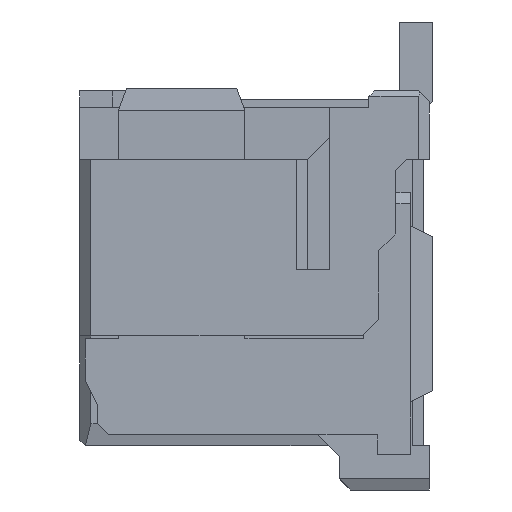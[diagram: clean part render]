
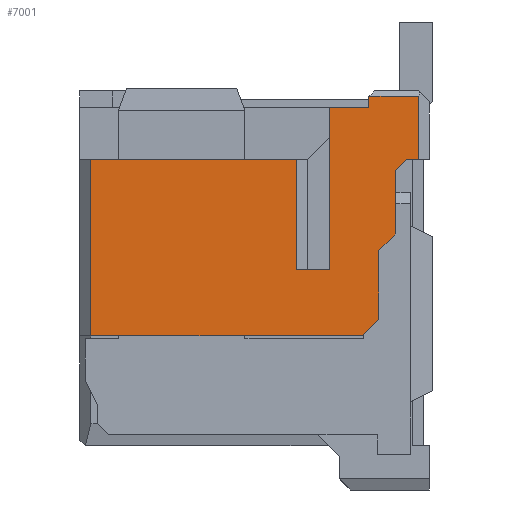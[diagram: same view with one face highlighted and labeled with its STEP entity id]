
A CAD part, left-side view. The second image highlights one B-rep face of the part: STEP entity #7001.
In plain terms, the highlighted planar face has unit normal (-1, 0, 0).
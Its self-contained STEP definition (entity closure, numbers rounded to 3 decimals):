
#961=DIRECTION('',(0.,0.,-1.));
#962=VECTOR('',#961,3.2);
#963=CARTESIAN_POINT('',(-4.4,2.4,2.82));
#964=LINE('',#963,#962);
#965=DIRECTION('',(0.,-1.,0.));
#966=VECTOR('',#965,3.73);
#967=CARTESIAN_POINT('',(-4.4,2.4,2.82));
#968=LINE('',#967,#966);
#969=DIRECTION('',(0.,0.,1.));
#970=VECTOR('',#969,2.);
#971=CARTESIAN_POINT('',(-4.4,-1.33,0.82));
#972=LINE('',#971,#970);
#973=DIRECTION('',(0.,1.,0.));
#974=VECTOR('',#973,0.6);
#975=CARTESIAN_POINT('',(-4.4,-1.93,0.82));
#976=LINE('',#975,#974);
#977=DIRECTION('',(0.,1.,0.));
#978=VECTOR('',#977,0.72);
#979=CARTESIAN_POINT('',(-4.4,-2.65,3.77));
#980=LINE('',#979,#978);
#981=DIRECTION('',(0.,0.,-1.));
#982=VECTOR('',#981,0.2);
#983=CARTESIAN_POINT('',(-4.4,-2.65,3.97));
#984=LINE('',#983,#982);
#985=DIRECTION('',(0.,1.,0.));
#986=VECTOR('',#985,0.9);
#987=CARTESIAN_POINT('',(-4.4,-3.55,3.97));
#988=LINE('',#987,#986);
#989=DIRECTION('',(0.,0.,1.));
#990=VECTOR('',#989,1.15);
#991=CARTESIAN_POINT('',(-4.4,-3.55,2.82));
#992=LINE('',#991,#990);
#993=DIRECTION('',(0.,1.,0.));
#994=VECTOR('',#993,0.22);
#995=CARTESIAN_POINT('',(-4.4,-3.55,2.82));
#996=LINE('',#995,#994);
#997=DIRECTION('',(0.,0.707,-0.707));
#998=VECTOR('',#997,0.283);
#999=CARTESIAN_POINT('',(-4.4,-3.33,2.82));
#1000=LINE('',#999,#998);
#1001=DIRECTION('',(0.,0.,-1.));
#1002=VECTOR('',#1001,1.15);
#1003=CARTESIAN_POINT('',(-4.4,-3.13,2.62));
#1004=LINE('',#1003,#1002);
#1005=DIRECTION('',(0.,0.707,-0.707));
#1006=VECTOR('',#1005,0.424);
#1007=CARTESIAN_POINT('',(-4.4,-3.13,1.47));
#1008=LINE('',#1007,#1006);
#1009=DIRECTION('',(0.,0.,-1.));
#1010=VECTOR('',#1009,1.25);
#1011=CARTESIAN_POINT('',(-4.4,-2.83,1.17));
#1012=LINE('',#1011,#1010);
#1013=DIRECTION('',(0.,0.707,-0.707));
#1014=VECTOR('',#1013,0.424);
#1015=CARTESIAN_POINT('',(-4.4,-2.83,-0.08));
#1016=LINE('',#1015,#1014);
#1017=DIRECTION('',(0.,-1.,0.));
#1018=VECTOR('',#1017,4.93);
#1019=CARTESIAN_POINT('',(-4.4,2.4,-0.38));
#1020=LINE('',#1019,#1018);
#4303=DIRECTION('',(0.,0.,-1.));
#4304=VECTOR('',#4303,2.95);
#4305=CARTESIAN_POINT('',(-4.4,-1.93,3.77));
#4306=LINE('',#4305,#4304);
#4507=CARTESIAN_POINT('',(-4.4,-3.33,2.82));
#4508=CARTESIAN_POINT('',(-4.4,-3.13,2.62));
#4509=VERTEX_POINT('',#4507);
#4510=VERTEX_POINT('',#4508);
#4511=CARTESIAN_POINT('',(-4.4,-3.13,1.47));
#4512=VERTEX_POINT('',#4511);
#4513=CARTESIAN_POINT('',(-4.4,-2.83,1.17));
#4514=VERTEX_POINT('',#4513);
#4515=CARTESIAN_POINT('',(-4.4,-2.83,-0.08));
#4516=VERTEX_POINT('',#4515);
#4517=CARTESIAN_POINT('',(-4.4,-2.53,-0.38));
#4518=VERTEX_POINT('',#4517);
#4519=CARTESIAN_POINT('',(-4.4,-1.93,3.77));
#4521=VERTEX_POINT('',#4519);
#4527=CARTESIAN_POINT('',(-4.4,-2.65,3.77));
#4528=VERTEX_POINT('',#4527);
#5018=CARTESIAN_POINT('',(-4.4,-1.93,0.82));
#5019=CARTESIAN_POINT('',(-4.4,-1.33,0.82));
#5020=VERTEX_POINT('',#5018);
#5021=VERTEX_POINT('',#5019);
#5022=CARTESIAN_POINT('',(-4.4,-1.33,2.82));
#5023=VERTEX_POINT('',#5022);
#5054=CARTESIAN_POINT('',(-4.4,2.4,-0.38));
#5056=VERTEX_POINT('',#5054);
#5060=CARTESIAN_POINT('',(-4.4,2.4,2.82));
#5061=VERTEX_POINT('',#5060);
#5112=CARTESIAN_POINT('',(-4.4,-3.55,3.97));
#5113=CARTESIAN_POINT('',(-4.4,-2.65,3.97));
#5114=VERTEX_POINT('',#5112);
#5115=VERTEX_POINT('',#5113);
#5125=CARTESIAN_POINT('',(-4.4,-3.55,2.82));
#5127=VERTEX_POINT('',#5125);
#6964=CARTESIAN_POINT('',(-4.4,0.,0.445));
#6965=DIRECTION('',(-1.,0.,0.));
#6966=DIRECTION('',(0.,0.,1.));
#6967=AXIS2_PLACEMENT_3D('',#6964,#6965,#6966);
#6968=PLANE('',#6967);
#6970=ORIENTED_EDGE('',*,*,#6969,.F.);
#6972=ORIENTED_EDGE('',*,*,#6971,.T.);
#6974=ORIENTED_EDGE('',*,*,#6973,.F.);
#6976=ORIENTED_EDGE('',*,*,#6975,.F.);
#6978=ORIENTED_EDGE('',*,*,#6977,.F.);
#6979=ORIENTED_EDGE('',*,*,#6629,.F.);
#6980=ORIENTED_EDGE('',*,*,#6887,.F.);
#6982=ORIENTED_EDGE('',*,*,#6981,.F.);
#6984=ORIENTED_EDGE('',*,*,#6983,.F.);
#6986=ORIENTED_EDGE('',*,*,#6985,.T.);
#6988=ORIENTED_EDGE('',*,*,#6987,.T.);
#6990=ORIENTED_EDGE('',*,*,#6989,.T.);
#6992=ORIENTED_EDGE('',*,*,#6991,.T.);
#6994=ORIENTED_EDGE('',*,*,#6993,.T.);
#6996=ORIENTED_EDGE('',*,*,#6995,.T.);
#6998=ORIENTED_EDGE('',*,*,#6997,.F.);
#6999=EDGE_LOOP('',(#6970,#6972,#6974,#6976,#6978,#6979,#6980,#6982,#6984,#6986,
#6988,#6990,#6992,#6994,#6996,#6998));
#7000=FACE_OUTER_BOUND('',#6999,.F.);
#7001=ADVANCED_FACE('',(#7000),#6968,.T.);
#6629=EDGE_CURVE('',#4528,#4521,#980,.T.);
#6887=EDGE_CURVE('',#5115,#4528,#984,.T.);
#6969=EDGE_CURVE('',#5061,#5056,#964,.T.);
#6971=EDGE_CURVE('',#5061,#5023,#968,.T.);
#6973=EDGE_CURVE('',#5021,#5023,#972,.T.);
#6975=EDGE_CURVE('',#5020,#5021,#976,.T.);
#6977=EDGE_CURVE('',#4521,#5020,#4306,.T.);
#6981=EDGE_CURVE('',#5114,#5115,#988,.T.);
#6983=EDGE_CURVE('',#5127,#5114,#992,.T.);
#6985=EDGE_CURVE('',#5127,#4509,#996,.T.);
#6987=EDGE_CURVE('',#4509,#4510,#1000,.T.);
#6989=EDGE_CURVE('',#4510,#4512,#1004,.T.);
#6991=EDGE_CURVE('',#4512,#4514,#1008,.T.);
#6993=EDGE_CURVE('',#4514,#4516,#1012,.T.);
#6995=EDGE_CURVE('',#4516,#4518,#1016,.T.);
#6997=EDGE_CURVE('',#5056,#4518,#1020,.T.);
